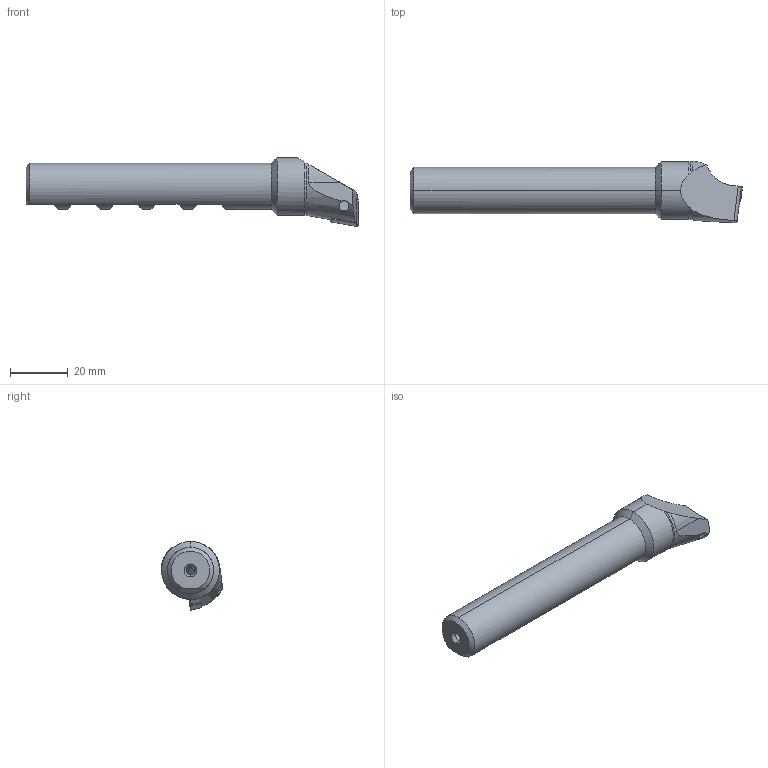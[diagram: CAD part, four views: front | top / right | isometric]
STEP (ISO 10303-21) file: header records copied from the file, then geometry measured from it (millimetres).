
FILE_DESCRIPTION (( 'STEP AP203' ), '1' );
FILE_NAME ('B28-WCB.K11.115.STEP', '2014-01-31T14:51:24', ( 'SwiAdmin' ), ( '' ), 'SwSTEP 2.0', 'SolidWorks 2012', '' );
FILE_SCHEMA (( 'CONFIG_CONTROL_DESIGN' ));
Length unit declared in the file: millimetre
Products named in the file (4): B28-WCB.K11.115_A; CCMT09T304; WCB-ER2.001.009_A; B28-WCB.K11.115
Assembly tree (3 placements, depth 2):
  B28-WCB.K11.115
    B28-WCB.K11.115_A
    CCMT09T304
    WCB-ER2.001.009_A
Bounding box: 115 x 21.36 x 23.88 mm (x, y, z)
Volume: 22165 mm3; surface area: 7786.6 mm2
Topology: 3 solids, 3 shells, 147 faces, 387 edges, 236 vertices
Faces by surface type: plane 45, cylinder 41, cone 37, bspline 12, torus 10, sphere 2
Entity records: 5384 total; most frequent: CARTESIAN_POINT 1657, ORIENTED_EDGE 754, DIRECTION 638, EDGE_CURVE 377, AXIS2_PLACEMENT_3D 247, VERTEX_POINT 236, EDGE_LOOP 153, ADVANCED_FACE 147
